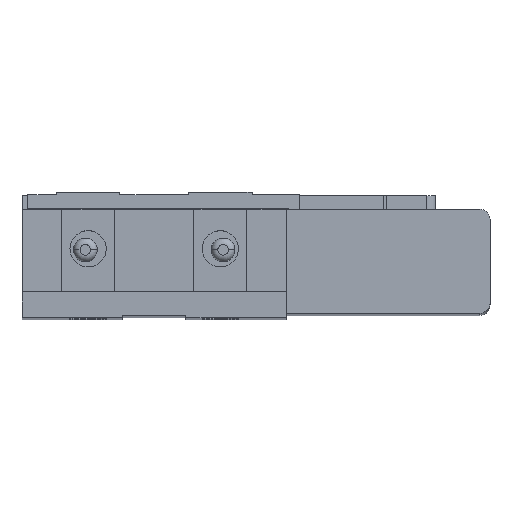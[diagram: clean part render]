
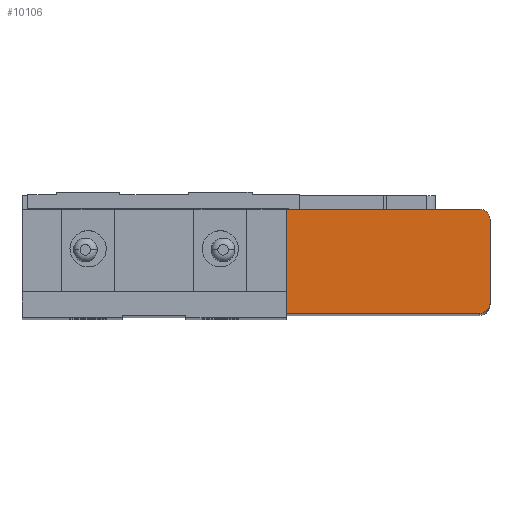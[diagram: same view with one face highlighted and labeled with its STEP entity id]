
A CAD part, top view. The second image highlights one B-rep face of the part: STEP entity #10106.
In plain terms, the highlighted planar face has unit normal (0, 0, 1).
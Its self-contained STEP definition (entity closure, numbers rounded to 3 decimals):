
#1111 = CARTESIAN_POINT ( 'NONE',  ( 25., 7.424, 256.7 ) ) ;
#2474 = CARTESIAN_POINT ( 'NONE',  ( 63.5, -10.276, 256.7 ) ) ;
#3124 = VECTOR ( 'NONE', #16952, 1000. ) ;
#3235 = DIRECTION ( 'NONE',  ( 1., 0., 0. ) ) ;
#4105 = DIRECTION ( 'NONE',  ( 0., 0., 1. ) ) ;
#4273 = CARTESIAN_POINT ( 'NONE',  ( 25., -12.276, 256.7 ) ) ;
#4640 = ORIENTED_EDGE ( 'NONE', *, *, #8092, .T. ) ;
#4689 = ORIENTED_EDGE ( 'NONE', *, *, #6246, .T. ) ;
#6246 = EDGE_CURVE ( 'NONE', #9764, #8796, #10617, .T. ) ;
#6283 = LINE ( 'NONE', #13365, #3124 ) ;
#6447 = CIRCLE ( 'NONE', #14976, 2. ) ;
#6852 = ORIENTED_EDGE ( 'NONE', *, *, #13395, .T. ) ;
#7477 = DIRECTION ( 'NONE',  ( 0., 0., 1. ) ) ;
#7568 = CARTESIAN_POINT ( 'NONE',  ( -25., -13.076, 256.7 ) ) ;
#8092 = EDGE_CURVE ( 'NONE', #8796, #21829, #20125, .T. ) ;
#8105 = CARTESIAN_POINT ( 'NONE',  ( 25., 7.424, 256.7 ) ) ;
#8146 = VERTEX_POINT ( 'NONE', #4273 ) ;
#8174 = DIRECTION ( 'NONE',  ( 0., -1., 0. ) ) ;
#8278 = LINE ( 'NONE', #1111, #18006 ) ;
#8678 = AXIS2_PLACEMENT_3D ( 'NONE', #7568, #4105, #14766 ) ;
#8796 = VERTEX_POINT ( 'NONE', #2474 ) ;
#9764 = VERTEX_POINT ( 'NONE', #17317 ) ;
#9987 = EDGE_CURVE ( 'NONE', #21829, #17458, #6447, .T. ) ;
#10106 = ADVANCED_FACE ( 'NONE', ( #11285 ), #21902, .T. ) ;
#10617 = CIRCLE ( 'NONE', #11376, 2. ) ;
#10855 = ORIENTED_EDGE ( 'NONE', *, *, #12598, .T. ) ;
#11012 = CARTESIAN_POINT ( 'NONE',  ( 63.5, 5.424, 256.7 ) ) ;
#11285 = FACE_OUTER_BOUND ( 'NONE', #16278, .T. ) ;
#11376 = AXIS2_PLACEMENT_3D ( 'NONE', #16509, #7477, #19855 ) ;
#12043 = LINE ( 'NONE', #19081, #15026 ) ;
#12598 = EDGE_CURVE ( 'NONE', #8146, #9764, #12043, .T. ) ;
#13365 = CARTESIAN_POINT ( 'NONE',  ( 25., 7.424, 256.7 ) ) ;
#13395 = EDGE_CURVE ( 'NONE', #22691, #8146, #8278, .T. ) ;
#14360 = VECTOR ( 'NONE', #16685, 1000. ) ;
#14766 = DIRECTION ( 'NONE',  ( 1., 0., 0. ) ) ;
#14976 = AXIS2_PLACEMENT_3D ( 'NONE', #19373, #17868, #21122 ) ;
#15026 = VECTOR ( 'NONE', #3235, 1000. ) ;
#16278 = EDGE_LOOP ( 'NONE', ( #20378, #6852, #10855, #4689, #4640, #17532 ) ) ;
#16509 = CARTESIAN_POINT ( 'NONE',  ( 61.5, -10.276, 256.7 ) ) ;
#16685 = DIRECTION ( 'NONE',  ( 0., 1., 0. ) ) ;
#16952 = DIRECTION ( 'NONE',  ( -1., 0., 0. ) ) ;
#17317 = CARTESIAN_POINT ( 'NONE',  ( 61.5, -12.276, 256.7 ) ) ;
#17458 = VERTEX_POINT ( 'NONE', #17796 ) ;
#17532 = ORIENTED_EDGE ( 'NONE', *, *, #9987, .T. ) ;
#17796 = CARTESIAN_POINT ( 'NONE',  ( 61.5, 7.424, 256.7 ) ) ;
#17868 = DIRECTION ( 'NONE',  ( 0., 0., 1. ) ) ;
#18006 = VECTOR ( 'NONE', #8174, 1000. ) ;
#18055 = CARTESIAN_POINT ( 'NONE',  ( 63.5, 5.424, 256.7 ) ) ;
#19081 = CARTESIAN_POINT ( 'NONE',  ( 25., -12.276, 256.7 ) ) ;
#19373 = CARTESIAN_POINT ( 'NONE',  ( 61.5, 5.424, 256.7 ) ) ;
#19852 = EDGE_CURVE ( 'NONE', #17458, #22691, #6283, .T. ) ;
#19855 = DIRECTION ( 'NONE',  ( 1., 0., 0. ) ) ;
#20125 = LINE ( 'NONE', #11012, #14360 ) ;
#20378 = ORIENTED_EDGE ( 'NONE', *, *, #19852, .T. ) ;
#21122 = DIRECTION ( 'NONE',  ( 1., 0., 0. ) ) ;
#21829 = VERTEX_POINT ( 'NONE', #18055 ) ;
#21902 = PLANE ( 'NONE',  #8678 ) ;
#22691 = VERTEX_POINT ( 'NONE', #8105 ) ;
